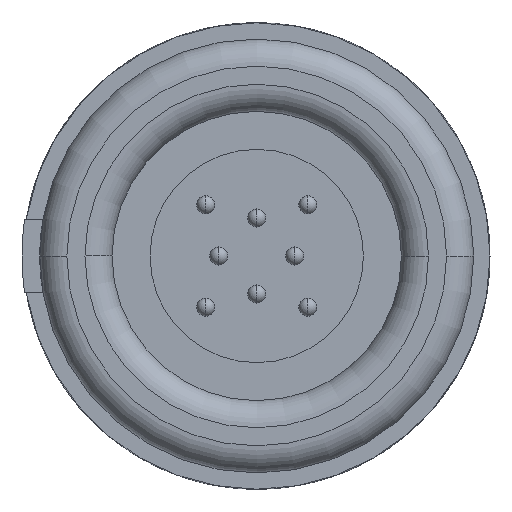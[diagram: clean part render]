
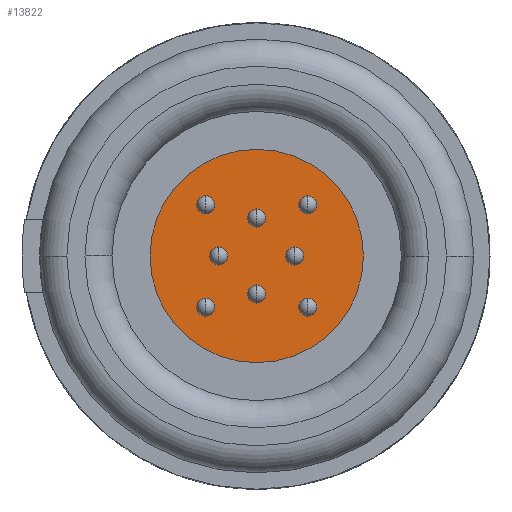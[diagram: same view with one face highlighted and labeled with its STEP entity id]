
A CAD part, left-side view. The second image highlights one B-rep face of the part: STEP entity #13822.
In plain terms, the highlighted planar face has unit normal (-1, 0, 0).
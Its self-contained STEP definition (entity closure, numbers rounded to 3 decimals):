
#1635=CARTESIAN_POINT('',(-3.,0.,0.));
#1636=DIRECTION('',(-1.,0.,0.));
#1637=DIRECTION('',(0.,-1.,0.));
#1638=AXIS2_PLACEMENT_3D('',#1635,#1636,#1637);
#1665=CARTESIAN_POINT('',(-3.,0.,0.));
#1666=DIRECTION('',(-1.,0.,0.));
#1667=DIRECTION('',(0.,1.,0.));
#1668=AXIS2_PLACEMENT_3D('',#1665,#1666,#1667);
#4632=CARTESIAN_POINT('',(-3.,1.414,-1.414));
#4633=DIRECTION('',(-1.,0.,0.));
#4634=DIRECTION('',(0.,0.,1.));
#4635=AXIS2_PLACEMENT_3D('',#4632,#4633,#4634);
#4640=CARTESIAN_POINT('',(-3.,1.414,-1.414));
#4641=DIRECTION('',(-1.,0.,0.));
#4642=DIRECTION('',(0.,0.,-1.));
#4643=AXIS2_PLACEMENT_3D('',#4640,#4641,#4642);
#4648=CARTESIAN_POINT('',(-3.,0.,-1.05));
#4649=DIRECTION('',(-1.,0.,0.));
#4650=DIRECTION('',(0.,0.,1.));
#4651=AXIS2_PLACEMENT_3D('',#4648,#4649,#4650);
#4656=CARTESIAN_POINT('',(-3.,0.,-1.05));
#4657=DIRECTION('',(-1.,0.,0.));
#4658=DIRECTION('',(0.,0.,-1.));
#4659=AXIS2_PLACEMENT_3D('',#4656,#4657,#4658);
#4664=CARTESIAN_POINT('',(-3.,-1.414,-1.414));
#4665=DIRECTION('',(-1.,0.,0.));
#4666=DIRECTION('',(0.,0.,1.));
#4667=AXIS2_PLACEMENT_3D('',#4664,#4665,#4666);
#4672=CARTESIAN_POINT('',(-3.,-1.414,-1.414));
#4673=DIRECTION('',(-1.,0.,0.));
#4674=DIRECTION('',(0.,0.,-1.));
#4675=AXIS2_PLACEMENT_3D('',#4672,#4673,#4674);
#4680=CARTESIAN_POINT('',(-3.,-1.414,1.414));
#4681=DIRECTION('',(-1.,0.,0.));
#4682=DIRECTION('',(0.,0.,1.));
#4683=AXIS2_PLACEMENT_3D('',#4680,#4681,#4682);
#4688=CARTESIAN_POINT('',(-3.,-1.414,1.414));
#4689=DIRECTION('',(-1.,0.,0.));
#4690=DIRECTION('',(0.,0.,-1.));
#4691=AXIS2_PLACEMENT_3D('',#4688,#4689,#4690);
#4696=CARTESIAN_POINT('',(-3.,0.,1.05));
#4697=DIRECTION('',(-1.,0.,0.));
#4698=DIRECTION('',(0.,0.,1.));
#4699=AXIS2_PLACEMENT_3D('',#4696,#4697,#4698);
#4704=CARTESIAN_POINT('',(-3.,0.,1.05));
#4705=DIRECTION('',(-1.,0.,0.));
#4706=DIRECTION('',(0.,0.,-1.));
#4707=AXIS2_PLACEMENT_3D('',#4704,#4705,#4706);
#4712=CARTESIAN_POINT('',(-3.,1.414,1.414));
#4713=DIRECTION('',(-1.,0.,0.));
#4714=DIRECTION('',(0.,0.,1.));
#4715=AXIS2_PLACEMENT_3D('',#4712,#4713,#4714);
#4720=CARTESIAN_POINT('',(-3.,1.414,1.414));
#4721=DIRECTION('',(-1.,0.,0.));
#4722=DIRECTION('',(0.,0.,-1.));
#4723=AXIS2_PLACEMENT_3D('',#4720,#4721,#4722);
#4728=CARTESIAN_POINT('',(-3.,1.05,0.));
#4729=DIRECTION('',(-1.,0.,0.));
#4730=DIRECTION('',(0.,0.,1.));
#4731=AXIS2_PLACEMENT_3D('',#4728,#4729,#4730);
#4736=CARTESIAN_POINT('',(-3.,1.05,0.));
#4737=DIRECTION('',(-1.,0.,0.));
#4738=DIRECTION('',(0.,0.,-1.));
#4739=AXIS2_PLACEMENT_3D('',#4736,#4737,#4738);
#4744=CARTESIAN_POINT('',(-3.,-1.05,0.));
#4745=DIRECTION('',(-1.,0.,0.));
#4746=DIRECTION('',(0.,0.,1.));
#4747=AXIS2_PLACEMENT_3D('',#4744,#4745,#4746);
#4752=CARTESIAN_POINT('',(-3.,-1.05,0.));
#4753=DIRECTION('',(-1.,0.,0.));
#4754=DIRECTION('',(0.,0.,-1.));
#4755=AXIS2_PLACEMENT_3D('',#4752,#4753,#4754);
#9662=CARTESIAN_POINT('',(-3.,-2.95,0.));
#9663=CARTESIAN_POINT('',(-3.,2.95,0.));
#9664=VERTEX_POINT('',#9662);
#9665=VERTEX_POINT('',#9663);
#10027=CARTESIAN_POINT('',(-3.,1.414,-1.164));
#10028=CARTESIAN_POINT('',(-3.,1.414,-1.664));
#10029=VERTEX_POINT('',#10027);
#10030=VERTEX_POINT('',#10028);
#10031=CARTESIAN_POINT('',(-3.,0.,-0.8));
#10032=CARTESIAN_POINT('',(-3.,0.,-1.3));
#10033=VERTEX_POINT('',#10031);
#10034=VERTEX_POINT('',#10032);
#10035=CARTESIAN_POINT('',(-3.,-1.414,-1.164));
#10036=CARTESIAN_POINT('',(-3.,-1.414,-1.664));
#10037=VERTEX_POINT('',#10035);
#10038=VERTEX_POINT('',#10036);
#10039=CARTESIAN_POINT('',(-3.,-1.414,1.664));
#10040=CARTESIAN_POINT('',(-3.,-1.414,1.164));
#10041=VERTEX_POINT('',#10039);
#10042=VERTEX_POINT('',#10040);
#10043=CARTESIAN_POINT('',(-3.,0.,1.3));
#10044=CARTESIAN_POINT('',(-3.,0.,0.8));
#10045=VERTEX_POINT('',#10043);
#10046=VERTEX_POINT('',#10044);
#10047=CARTESIAN_POINT('',(-3.,1.414,1.664));
#10048=CARTESIAN_POINT('',(-3.,1.414,1.164));
#10049=VERTEX_POINT('',#10047);
#10050=VERTEX_POINT('',#10048);
#10051=CARTESIAN_POINT('',(-3.,1.05,0.25));
#10052=CARTESIAN_POINT('',(-3.,1.05,-0.25));
#10053=VERTEX_POINT('',#10051);
#10054=VERTEX_POINT('',#10052);
#10055=CARTESIAN_POINT('',(-3.,-1.05,0.25));
#10056=CARTESIAN_POINT('',(-3.,-1.05,-0.25));
#10057=VERTEX_POINT('',#10055);
#10058=VERTEX_POINT('',#10056);
#13765=CARTESIAN_POINT('',(-3.,0.,0.));
#13766=DIRECTION('',(1.,0.,0.));
#13767=DIRECTION('',(0.,0.,-1.));
#13768=AXIS2_PLACEMENT_3D('',#13765,#13766,#13767);
#13769=PLANE('',#13768);
#13770=ORIENTED_EDGE('',*,*,#11282,.F.);
#13771=ORIENTED_EDGE('',*,*,#11325,.F.);
#13772=EDGE_LOOP('',(#13770,#13771));
#13773=FACE_OUTER_BOUND('',#13772,.F.);
#13775=ORIENTED_EDGE('',*,*,#13774,.T.);
#13777=ORIENTED_EDGE('',*,*,#13776,.T.);
#13778=EDGE_LOOP('',(#13775,#13777));
#13779=FACE_BOUND('',#13778,.F.);
#13781=ORIENTED_EDGE('',*,*,#13780,.T.);
#13783=ORIENTED_EDGE('',*,*,#13782,.T.);
#13784=EDGE_LOOP('',(#13781,#13783));
#13785=FACE_BOUND('',#13784,.F.);
#13787=ORIENTED_EDGE('',*,*,#13786,.T.);
#13789=ORIENTED_EDGE('',*,*,#13788,.T.);
#13790=EDGE_LOOP('',(#13787,#13789));
#13791=FACE_BOUND('',#13790,.F.);
#13793=ORIENTED_EDGE('',*,*,#13792,.T.);
#13795=ORIENTED_EDGE('',*,*,#13794,.T.);
#13796=EDGE_LOOP('',(#13793,#13795));
#13797=FACE_BOUND('',#13796,.F.);
#13799=ORIENTED_EDGE('',*,*,#13798,.T.);
#13801=ORIENTED_EDGE('',*,*,#13800,.T.);
#13802=EDGE_LOOP('',(#13799,#13801));
#13803=FACE_BOUND('',#13802,.F.);
#13805=ORIENTED_EDGE('',*,*,#13804,.T.);
#13807=ORIENTED_EDGE('',*,*,#13806,.T.);
#13808=EDGE_LOOP('',(#13805,#13807));
#13809=FACE_BOUND('',#13808,.F.);
#13811=ORIENTED_EDGE('',*,*,#13810,.T.);
#13813=ORIENTED_EDGE('',*,*,#13812,.T.);
#13814=EDGE_LOOP('',(#13811,#13813));
#13815=FACE_BOUND('',#13814,.F.);
#13817=ORIENTED_EDGE('',*,*,#13816,.T.);
#13819=ORIENTED_EDGE('',*,*,#13818,.T.);
#13820=EDGE_LOOP('',(#13817,#13819));
#13821=FACE_BOUND('',#13820,.F.);
#1639=CIRCLE('',#1638,2.95);
#1669=CIRCLE('',#1668,2.95);
#4636=CIRCLE('',#4635,0.25);
#4644=CIRCLE('',#4643,0.25);
#4652=CIRCLE('',#4651,0.25);
#4660=CIRCLE('',#4659,0.25);
#4668=CIRCLE('',#4667,0.25);
#4676=CIRCLE('',#4675,0.25);
#4684=CIRCLE('',#4683,0.25);
#4692=CIRCLE('',#4691,0.25);
#4700=CIRCLE('',#4699,0.25);
#4708=CIRCLE('',#4707,0.25);
#4716=CIRCLE('',#4715,0.25);
#4724=CIRCLE('',#4723,0.25);
#4732=CIRCLE('',#4731,0.25);
#4740=CIRCLE('',#4739,0.25);
#4748=CIRCLE('',#4747,0.25);
#4756=CIRCLE('',#4755,0.25);
#11282=EDGE_CURVE('',#9664,#9665,#1639,.T.);
#11325=EDGE_CURVE('',#9665,#9664,#1669,.T.);
#13774=EDGE_CURVE('',#10029,#10030,#4636,.T.);
#13776=EDGE_CURVE('',#10030,#10029,#4644,.T.);
#13780=EDGE_CURVE('',#10033,#10034,#4652,.T.);
#13782=EDGE_CURVE('',#10034,#10033,#4660,.T.);
#13786=EDGE_CURVE('',#10037,#10038,#4668,.T.);
#13788=EDGE_CURVE('',#10038,#10037,#4676,.T.);
#13792=EDGE_CURVE('',#10041,#10042,#4684,.T.);
#13794=EDGE_CURVE('',#10042,#10041,#4692,.T.);
#13798=EDGE_CURVE('',#10045,#10046,#4700,.T.);
#13800=EDGE_CURVE('',#10046,#10045,#4708,.T.);
#13804=EDGE_CURVE('',#10049,#10050,#4716,.T.);
#13806=EDGE_CURVE('',#10050,#10049,#4724,.T.);
#13810=EDGE_CURVE('',#10053,#10054,#4732,.T.);
#13812=EDGE_CURVE('',#10054,#10053,#4740,.T.);
#13816=EDGE_CURVE('',#10057,#10058,#4748,.T.);
#13818=EDGE_CURVE('',#10058,#10057,#4756,.T.);
#13822=ADVANCED_FACE('',(#13773,#13779,#13785,#13791,#13797,#13803,#13809,
#13815,#13821),#13769,.F.);
